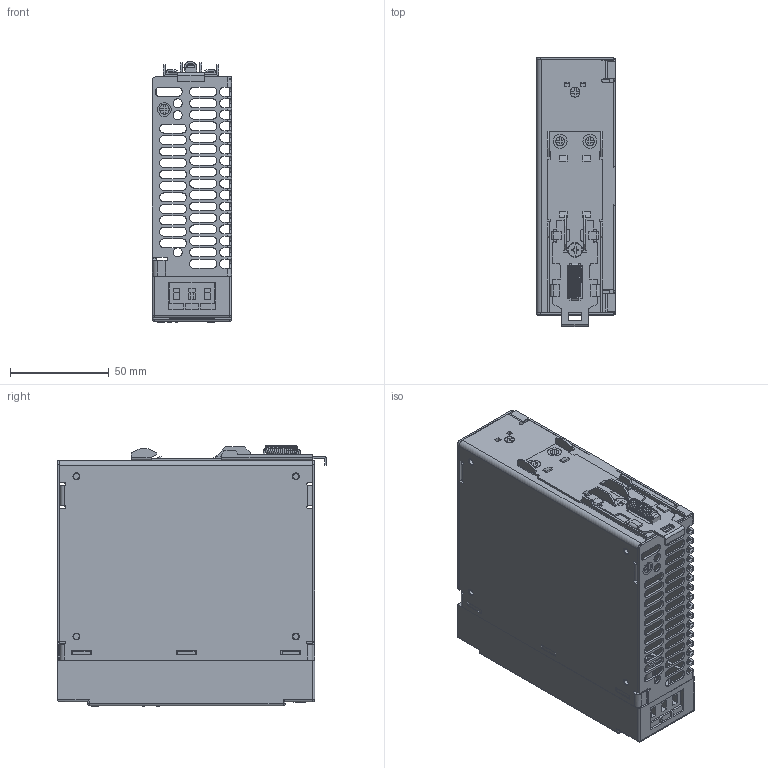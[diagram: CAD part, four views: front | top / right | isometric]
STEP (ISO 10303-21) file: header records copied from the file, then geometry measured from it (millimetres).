
FILE_DESCRIPTION((''),'2;1');
FILE_NAME('BPS-1-120','2020-06-16T',('IMO'),(''),'PRO/ENGINEER BY PARAMETRIC TECHNOLOGY CORPORATION, 2010280','PRO/ENGINEER BY PARAMETRIC TECHNOLOGY CORPORATION, 2010280','');
FILE_SCHEMA(('AUTOMOTIVE_DESIGN_CC2 { 1 2 10303 214 -1 1 5 2 }'));
Products named in the file (21): BPS-1-120 Case1; BPS-1-120 Case2; BPS-1-120 Front Cover; DIN Clip Mount; DIN Clip; DIN Clip Spring; Screw 3mm; Screw 5mm; Screw; LED; Terminal Block 4P; Terminal Block 3P; Symbol -; Symbol V-ADJ; Symbol DC OK; Symbol DC LOW; Symbol +; Symbol L; Symbol N; Symbol Earth; BPS-1-120
Assembly tree (28 placements, depth 2):
  BPS-1-120
    BPS-1-120 Case1
    BPS-1-120 Case2
    BPS-1-120 Front Cover
    DIN Clip Mount
    DIN Clip
    DIN Clip Spring
    Screw 3mm  x5
    Screw 5mm
    Screw  x2
    LED  x2
    Terminal Block 4P
    Terminal Block 3P
    Symbol -  x2
    Symbol V-ADJ
    Symbol DC OK
    Symbol DC LOW
    Symbol +  x2
    Symbol L
    Symbol N
    Symbol Earth
Bounding box: 40 x 136.1 x 132.07 mm (x, y, z)
Volume: 101054.6 mm3; surface area: 115383.3 mm2
Topology: 42 solids, 42 shells, 2344 faces, 6768 edges, 4484 vertices
Faces by surface type: plane 1651, cylinder 660, cone 12, sphere 11, bspline 8, torus 2
Entity records: 89685 total; most frequent: CARTESIAN_POINT 19691, ORIENTED_EDGE 12868, DIRECTION 12202, EDGE_CURVE 6434, VECTOR 5096, LINE 5096, VERTEX_POINT 4266, AXIS2_PLACEMENT_3D 3553
